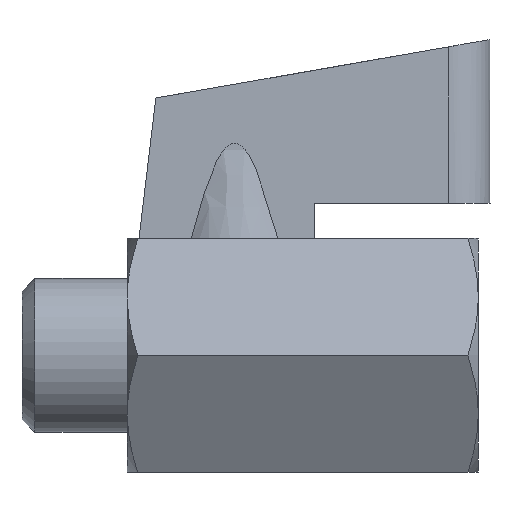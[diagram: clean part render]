
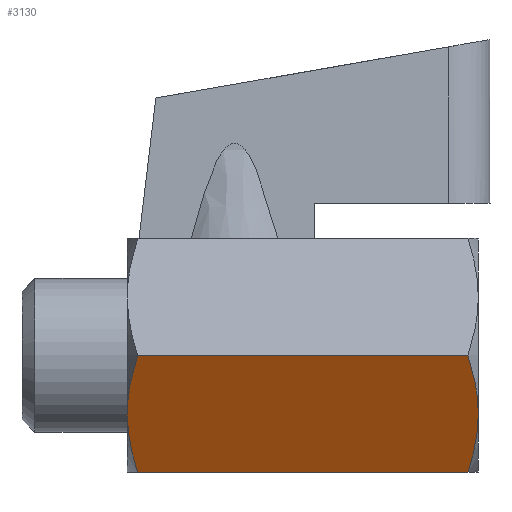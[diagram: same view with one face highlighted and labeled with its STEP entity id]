
A CAD part, front view. The second image highlights one B-rep face of the part: STEP entity #3130.
In plain terms, the highlighted face is planar.
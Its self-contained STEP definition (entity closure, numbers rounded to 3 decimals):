
#1410=VECTOR('',#2388,1.);
#1411=VECTOR('',#2401,1.);
#1482=LINE('',#2713,#1410);
#1483=LINE('',#2722,#1411);
#1567=HYPERBOLA('',#2987,5.774,10.);
#1568=HYPERBOLA('',#2989,5.774,10.);
#1569=HYPERBOLA('',#2990,5.774,10.);
#1570=HYPERBOLA('',#2991,5.774,10.);
#1650=ORIENTED_EDGE('',*,*,#2025,.T.);
#1651=ORIENTED_EDGE('',*,*,#2022,.F.);
#1652=ORIENTED_EDGE('',*,*,#2024,.F.);
#1653=ORIENTED_EDGE('',*,*,#2026,.F.);
#1654=ORIENTED_EDGE('',*,*,#2027,.F.);
#1655=ORIENTED_EDGE('',*,*,#2028,.T.);
#1899=VERTEX_POINT('',#2650);
#1914=VERTEX_POINT('',#2691);
#1918=VERTEX_POINT('',#2710);
#1919=VERTEX_POINT('',#2712);
#1920=VERTEX_POINT('',#2719);
#1921=VERTEX_POINT('',#2721);
#2022=EDGE_CURVE('',#1918,#1919,#1482,.T.);
#2024=EDGE_CURVE('',#1899,#1918,#1567,.T.);
#2025=EDGE_CURVE('',#1914,#1919,#1568,.T.);
#2026=EDGE_CURVE('',#1920,#1899,#1569,.T.);
#2027=EDGE_CURVE('',#1921,#1920,#1483,.T.);
#2028=EDGE_CURVE('',#1921,#1914,#1570,.T.);
#2136=EDGE_LOOP('',(#1650,#1651,#1652,#1653,#1654,#1655));
#2226=FACE_BOUND('',#2136,.T.);
#2388=DIRECTION('',(-28.214,0.,0.));
#2393=DIRECTION('',(0.,-0.5,0.866));
#2394=DIRECTION('',(-1.,0.,0.));
#2395=DIRECTION('',(0.,-0.5,0.866));
#2396=DIRECTION('',(0.,-0.866,-0.5));
#2397=DIRECTION('',(0.,0.5,-0.866));
#2398=DIRECTION('',(1.,0.,0.));
#2399=DIRECTION('',(0.,-0.5,0.866));
#2400=DIRECTION('',(-1.,0.,0.));
#2401=DIRECTION('',(28.214,0.,0.));
#2402=DIRECTION('',(0.,0.5,-0.866));
#2403=DIRECTION('',(1.,0.,0.));
#2650=CARTESIAN_POINT('',(41.331,17.413,8.66));
#2691=CARTESIAN_POINT('',(11.331,17.413,8.66));
#2710=CARTESIAN_POINT('',(40.437,12.413,5.774));
#2712=CARTESIAN_POINT('',(12.224,12.413,5.774));
#2713=CARTESIAN_POINT('',(40.437,12.413,5.774));
#2716=CARTESIAN_POINT('',(47.104,17.413,8.66));
#2717=CARTESIAN_POINT('',(11.331,17.413,8.66));
#2718=CARTESIAN_POINT('',(5.557,17.413,8.66));
#2719=CARTESIAN_POINT('',(40.437,22.413,11.547));
#2720=CARTESIAN_POINT('',(47.104,17.413,8.66));
#2721=CARTESIAN_POINT('',(12.224,22.413,11.547));
#2722=CARTESIAN_POINT('',(12.224,22.413,11.547));
#2723=CARTESIAN_POINT('',(5.557,17.413,8.66));
#2987=AXIS2_PLACEMENT_3D('',#2716,#2393,#2394);
#2988=AXIS2_PLACEMENT_3D('',#2717,#2395,#2396);
#2989=AXIS2_PLACEMENT_3D('',#2718,#2397,#2398);
#2990=AXIS2_PLACEMENT_3D('',#2720,#2399,#2400);
#2991=AXIS2_PLACEMENT_3D('',#2723,#2402,#2403);
#3085=PLANE('',#2988);
#3130=ADVANCED_FACE('',(#2226),#3085,.T.);
